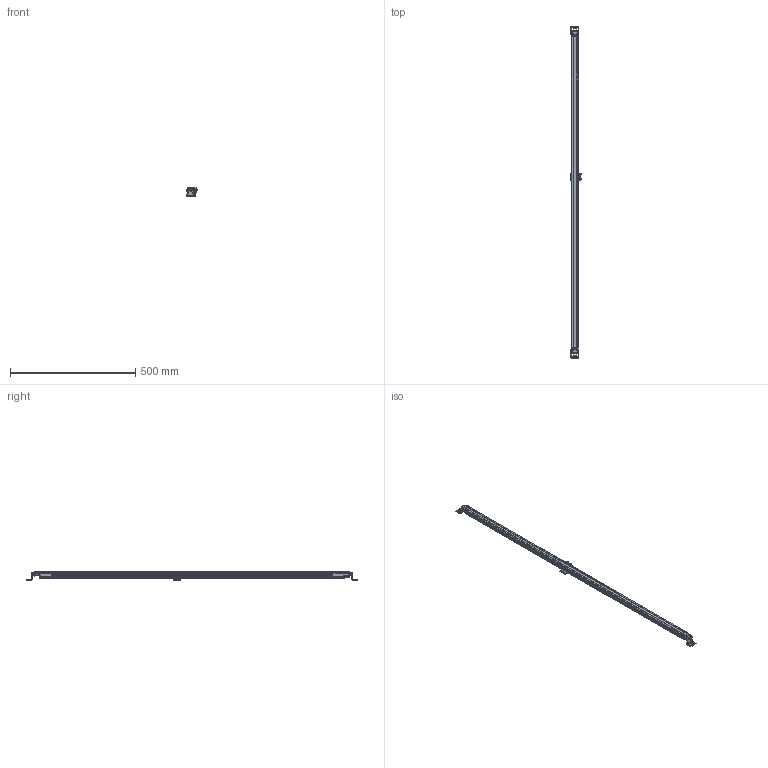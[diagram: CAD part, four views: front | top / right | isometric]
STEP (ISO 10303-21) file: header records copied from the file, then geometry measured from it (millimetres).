
FILE_DESCRIPTION((''),'2;1');
FILE_NAME('141905_SM01_ASM','2025-07-09T10:46:25',('banengservice'),('BANNER ENGINEERING'),'CREO PARAMETRIC BY PTC INC, 2022414','CREO PARAMETRIC BY PTC INC, 2022414','');
FILE_SCHEMA(('CONFIG_CONTROL_DESIGN'));
Products named in the file (6): 141905_EP01; EZS_OUTER_BRACKET_EP01; EZS_SIDE_BRACKET_EP01; EZS_SIDE_BRACKET_EP02; EZS_SIDE_BRACKET_SM01_ASM; 141905_SM01_ASM
Assembly tree (6 placements, depth 3):
  141905_SM01_ASM
    141905_EP01
    EZS_OUTER_BRACKET_EP01  x2
    EZS_SIDE_BRACKET_SM01_ASM
      EZS_SIDE_BRACKET_EP01
      EZS_SIDE_BRACKET_EP02
Bounding box: 41.2 x 1327.55 x 33.03 mm (x, y, z)
Volume: 779524.4 mm3; surface area: 187760.7 mm2
Topology: 5 solids, 5 shells, 2870 faces, 8310 edges, 5241 vertices
Faces by surface type: plane 1165, cylinder 1017, bspline 351, torus 227, sphere 57, cone 53
Entity records: 262521 total; most frequent: CARTESIAN_POINT 196699, ORIENTED_EDGE 15062, DIRECTION 12184, EDGE_CURVE 7531, VERTEX_POINT 4757, VECTOR 4240, LINE 4240, AXIS2_PLACEMENT_3D 3972
